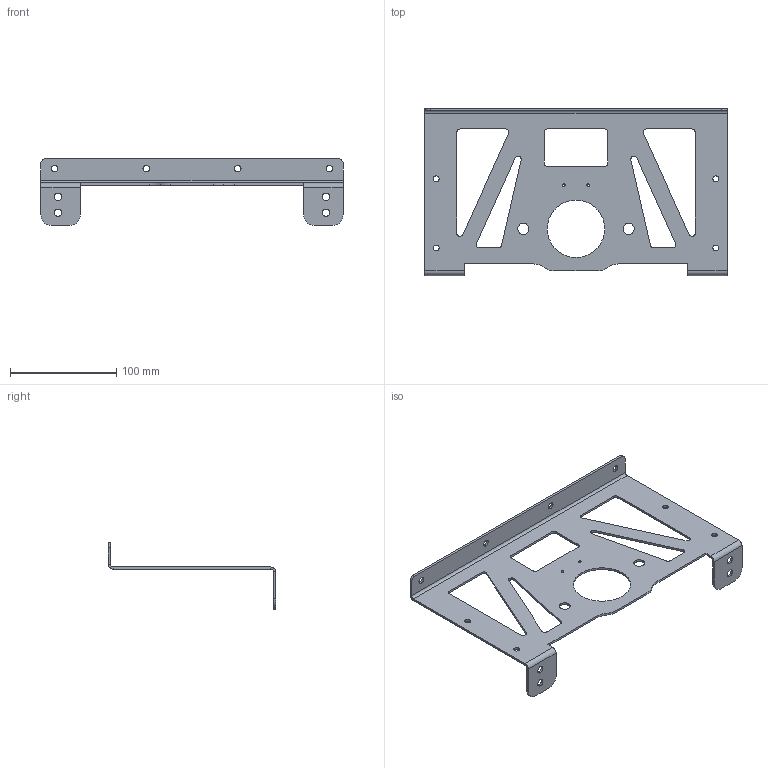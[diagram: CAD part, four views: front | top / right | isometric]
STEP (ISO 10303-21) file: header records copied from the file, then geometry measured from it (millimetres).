
FILE_DESCRIPTION (( 'STEP AP203' ), '1' );
FILE_NAME ('MMP.03.00.00.001 Wheel bracket outer.STEP', '2023-02-14T09:27:33', ( '' ), ( '' ), 'SwSTEP 2.0', 'SolidWorks 2017', '' );
FILE_SCHEMA (( 'CONFIG_CONTROL_DESIGN' ));
Length unit declared in the file: millimetre
Products named in the file (1): MMP.03.00.00.001 Wheel bracket outer
Bounding box: 284 x 157.2 x 63 mm (x, y, z)
Volume: 76633 mm3; surface area: 81995.2 mm2
Topology: 1 solids, 1 shells, 115 faces, 315 edges, 202 vertices
Faces by surface type: cylinder 69, plane 46
Entity records: 3840 total; most frequent: DIRECTION 685, CARTESIAN_POINT 633, ORIENTED_EDGE 630, EDGE_CURVE 315, AXIS2_PLACEMENT_3D 254, VERTEX_POINT 202, LINE 177, VECTOR 177
